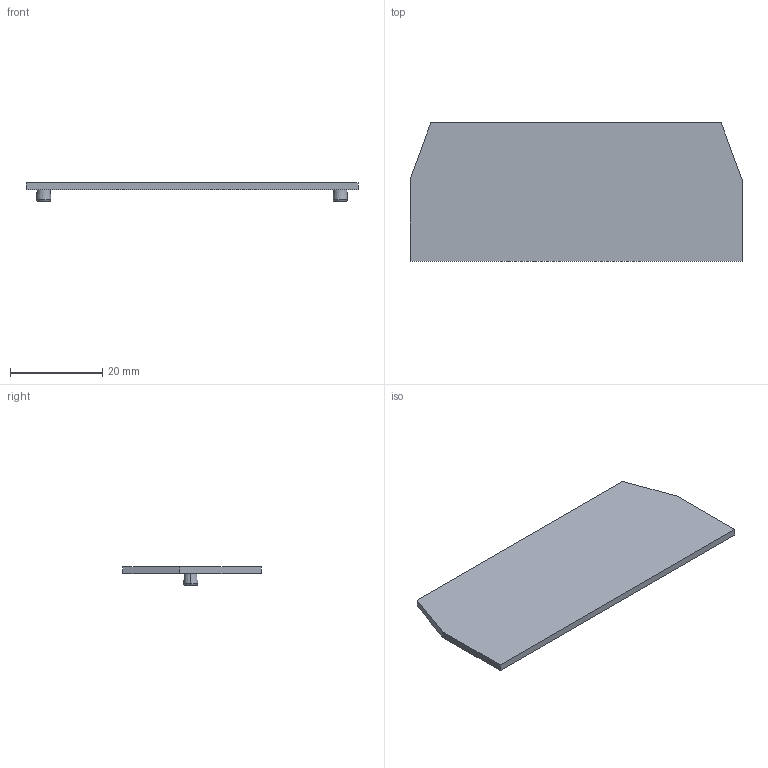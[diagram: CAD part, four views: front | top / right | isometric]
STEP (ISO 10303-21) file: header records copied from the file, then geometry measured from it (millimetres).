
FILE_DESCRIPTION((''),'2;1');
FILE_NAME('PTK100AP_KOMBI35_STEP','2011-05-19T',('Stollb'),(''),'PRO/ENGINEER BY PARAMETRIC TECHNOLOGY CORPORATION, 2007390','PRO/ENGINEER BY PARAMETRIC TECHNOLOGY CORPORATION, 2007390','');
FILE_SCHEMA(('CONFIG_CONTROL_DESIGN'));
Length unit declared in the file: millimetre
Products named in the file (1): PTK100AP_KOMBI35_STEP
Bounding box: 72 x 30 x 4 mm (x, y, z)
Volume: 3182.4 mm3; surface area: 4563.5 mm2
Topology: 1 solids, 1 shells, 30 faces, 66 edges, 38 vertices
Faces by surface type: plane 10, cone 8, torus 4, cylinder 4, sphere 4
Entity records: 836 total; most frequent: DIRECTION 154, CARTESIAN_POINT 130, ORIENTED_EDGE 124, AXIS2_PLACEMENT_3D 62, EDGE_CURVE 62, VERTEX_POINT 38, EDGE_LOOP 34, CIRCLE 32
